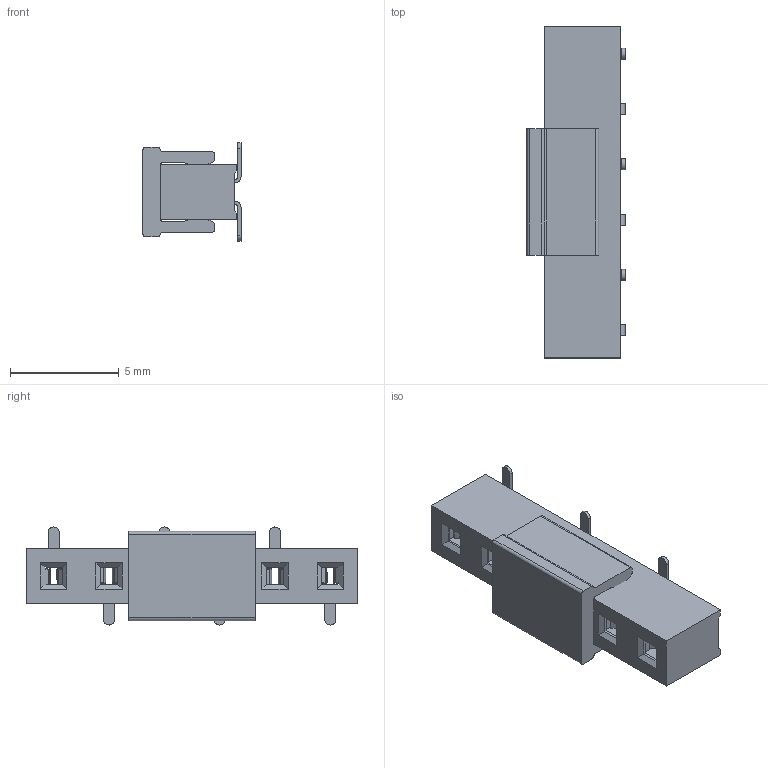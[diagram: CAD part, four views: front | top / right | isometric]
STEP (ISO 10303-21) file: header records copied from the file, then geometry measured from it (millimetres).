
FILE_DESCRIPTION((''),'2;1');
FILE_NAME('ASM0001_ASM','2013-10-31T',('uwe.kadritzke'),(''),'PRO/ENGINEER BY PARAMETRIC TECHNOLOGY CORPORATION, 2005110','PRO/ENGINEER BY PARAMETRIC TECHNOLOGY CORPORATION, 2005110','');
FILE_SCHEMA(('CONFIG_CONTROL_DESIGN'));
Length unit declared in the file: millimetre
Products named in the file (10): PRT0001; PRT0002; PRT0003; PRT0004; PRT0005; PRT0006; PRT0007; PRT0008; ASM0002_ASM; ASM0001_ASM
Assembly tree (9 placements, depth 3):
  ASM0001_ASM
    ASM0002_ASM
      PRT0001
      PRT0002
      PRT0003
      PRT0004
      PRT0005
      PRT0006
      PRT0007
      PRT0008
Bounding box: 4.51 x 15.24 x 4.5 mm (x, y, z)
Volume: 145.3 mm3; surface area: 507.9 mm2
Topology: 8 solids, 8 shells, 636 faces, 1643 edges, 1029 vertices
Faces by surface type: plane 470, cylinder 166
Entity records: 19450 total; most frequent: CARTESIAN_POINT 3564, ORIENTED_EDGE 3286, DIRECTION 3268, EDGE_CURVE 1643, VECTOR 1174, LINE 1174, AXIS2_PLACEMENT_3D 1047, VERTEX_POINT 1029
